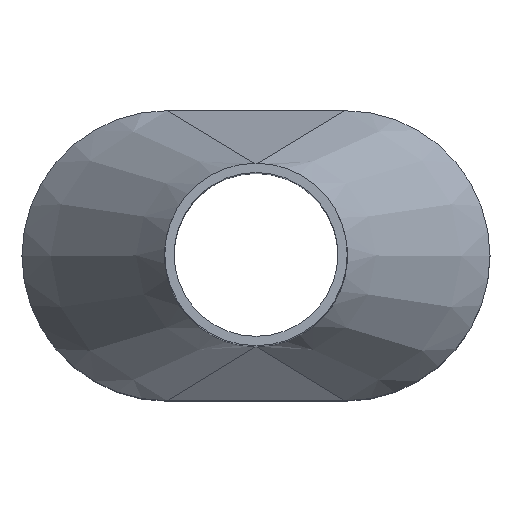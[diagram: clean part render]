
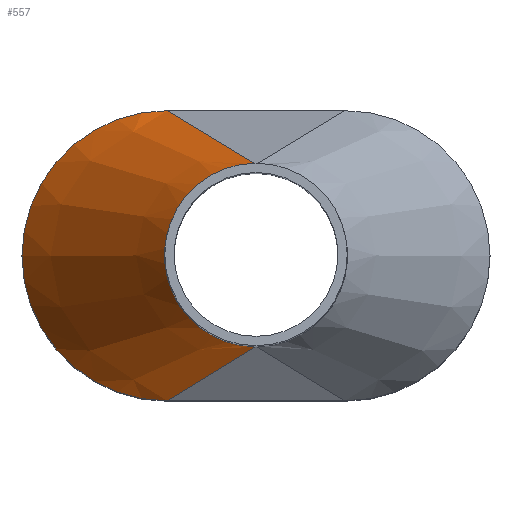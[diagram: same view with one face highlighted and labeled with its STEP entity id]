
A CAD part, top view. The second image highlights one B-rep face of the part: STEP entity #557.
In plain terms, the highlighted free-form (B-spline) face has degree [5, 5] with [6, 9] control points.
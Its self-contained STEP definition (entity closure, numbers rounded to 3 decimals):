
#359=AXIS2_PLACEMENT_3D('Circle Axis2P3D',#357,#358,$) ;
#255=CARTESIAN_POINT('Vertex',(3.1,0.,6.)) ;
#286=CARTESIAN_POINT('Vertex',(3.1,6.2,6.)) ;
#357=CARTESIAN_POINT('Axis2P3D Location',(3.1,3.1,6.)) ;
#466=CARTESIAN_POINT('Control Point',(4.995,5.05,10.)) ;
#467=CARTESIAN_POINT('Control Point',(4.382,5.05,10.)) ;
#468=CARTESIAN_POINT('Control Point',(3.769,4.81,10.)) ;
#469=CARTESIAN_POINT('Control Point',(3.285,4.325,10.)) ;
#470=CARTESIAN_POINT('Control Point',(2.805,3.1,10.)) ;
#471=CARTESIAN_POINT('Control Point',(3.285,1.875,10.)) ;
#472=CARTESIAN_POINT('Control Point',(3.769,1.39,10.)) ;
#473=CARTESIAN_POINT('Control Point',(4.382,1.15,10.)) ;
#474=CARTESIAN_POINT('Control Point',(4.995,1.15,10.)) ;
#475=CARTESIAN_POINT('Control Point',(4.616,5.28,9.2)) ;
#476=CARTESIAN_POINT('Control Point',(3.931,5.28,9.2)) ;
#477=CARTESIAN_POINT('Control Point',(3.246,5.012,9.2)) ;
#478=CARTESIAN_POINT('Control Point',(2.704,4.47,9.2)) ;
#479=CARTESIAN_POINT('Control Point',(2.168,3.1,9.2)) ;
#480=CARTESIAN_POINT('Control Point',(2.704,1.73,9.2)) ;
#481=CARTESIAN_POINT('Control Point',(3.246,1.188,9.2)) ;
#482=CARTESIAN_POINT('Control Point',(3.931,0.92,9.2)) ;
#483=CARTESIAN_POINT('Control Point',(4.616,0.92,9.2)) ;
#484=CARTESIAN_POINT('Control Point',(4.237,5.51,8.4)) ;
#485=CARTESIAN_POINT('Control Point',(3.48,5.51,8.4)) ;
#486=CARTESIAN_POINT('Control Point',(2.722,5.214,8.4)) ;
#487=CARTESIAN_POINT('Control Point',(2.123,4.614,8.4)) ;
#488=CARTESIAN_POINT('Control Point',(1.531,3.1,8.4)) ;
#489=CARTESIAN_POINT('Control Point',(2.123,1.586,8.4)) ;
#490=CARTESIAN_POINT('Control Point',(2.722,0.986,8.4)) ;
#491=CARTESIAN_POINT('Control Point',(3.48,0.69,8.4)) ;
#492=CARTESIAN_POINT('Control Point',(4.237,0.69,8.4)) ;
#493=CARTESIAN_POINT('Control Point',(3.858,5.74,7.6)) ;
#494=CARTESIAN_POINT('Control Point',(3.029,5.74,7.6)) ;
#495=CARTESIAN_POINT('Control Point',(2.198,5.415,7.6)) ;
#496=CARTESIAN_POINT('Control Point',(1.543,4.759,7.6)) ;
#497=CARTESIAN_POINT('Control Point',(0.893,3.1,7.6)) ;
#498=CARTESIAN_POINT('Control Point',(1.543,1.441,7.6)) ;
#499=CARTESIAN_POINT('Control Point',(2.198,0.785,7.6)) ;
#500=CARTESIAN_POINT('Control Point',(3.029,0.46,7.6)) ;
#501=CARTESIAN_POINT('Control Point',(3.858,0.46,7.6)) ;
#502=CARTESIAN_POINT('Control Point',(3.479,5.97,6.8)) ;
#503=CARTESIAN_POINT('Control Point',(2.577,5.97,6.8)) ;
#504=CARTESIAN_POINT('Control Point',(1.675,5.617,6.8)) ;
#505=CARTESIAN_POINT('Control Point',(0.962,4.903,6.8)) ;
#506=CARTESIAN_POINT('Control Point',(0.256,3.1,6.8)) ;
#507=CARTESIAN_POINT('Control Point',(0.962,1.297,6.8)) ;
#508=CARTESIAN_POINT('Control Point',(1.675,0.583,6.8)) ;
#509=CARTESIAN_POINT('Control Point',(2.577,0.23,6.8)) ;
#510=CARTESIAN_POINT('Control Point',(3.479,0.23,6.8)) ;
#511=CARTESIAN_POINT('Control Point',(3.1,6.2,6.)) ;
#512=CARTESIAN_POINT('Control Point',(2.126,6.2,6.)) ;
#513=CARTESIAN_POINT('Control Point',(1.151,5.819,6.)) ;
#514=CARTESIAN_POINT('Control Point',(0.381,5.048,6.)) ;
#515=CARTESIAN_POINT('Control Point',(-0.381,3.1,6.)) ;
#516=CARTESIAN_POINT('Control Point',(0.381,1.152,6.)) ;
#517=CARTESIAN_POINT('Control Point',(1.151,0.381,6.)) ;
#518=CARTESIAN_POINT('Control Point',(2.126,0.,6.)) ;
#519=CARTESIAN_POINT('Control Point',(3.1,0.,6.)) ;
#521=CARTESIAN_POINT('Control Point',(4.995,1.15,10.)) ;
#522=CARTESIAN_POINT('Control Point',(4.616,0.92,9.2)) ;
#523=CARTESIAN_POINT('Control Point',(4.237,0.69,8.4)) ;
#524=CARTESIAN_POINT('Control Point',(3.858,0.46,7.6)) ;
#525=CARTESIAN_POINT('Control Point',(3.479,0.23,6.8)) ;
#526=CARTESIAN_POINT('Control Point',(3.1,0.,6.)) ;
#527=CARTESIAN_POINT('Vertex',(4.995,1.15,10.)) ;
#531=CARTESIAN_POINT('Control Point',(4.995,5.05,10.)) ;
#532=CARTESIAN_POINT('Control Point',(4.382,5.05,10.)) ;
#533=CARTESIAN_POINT('Control Point',(3.769,4.81,10.)) ;
#534=CARTESIAN_POINT('Control Point',(3.285,4.325,10.)) ;
#535=CARTESIAN_POINT('Control Point',(2.805,3.1,10.)) ;
#536=CARTESIAN_POINT('Control Point',(3.285,1.875,10.)) ;
#537=CARTESIAN_POINT('Control Point',(3.769,1.39,10.)) ;
#538=CARTESIAN_POINT('Control Point',(4.382,1.15,10.)) ;
#539=CARTESIAN_POINT('Control Point',(4.995,1.15,10.)) ;
#540=CARTESIAN_POINT('Vertex',(4.995,5.05,10.)) ;
#544=CARTESIAN_POINT('Control Point',(4.995,5.05,10.)) ;
#545=CARTESIAN_POINT('Control Point',(4.616,5.28,9.2)) ;
#546=CARTESIAN_POINT('Control Point',(4.237,5.51,8.4)) ;
#547=CARTESIAN_POINT('Control Point',(3.858,5.74,7.6)) ;
#548=CARTESIAN_POINT('Control Point',(3.479,5.97,6.8)) ;
#549=CARTESIAN_POINT('Control Point',(3.1,6.2,6.)) ;
#358=DIRECTION('Axis2P3D Direction',(0.,-0.,1.)) ;
#552=ORIENTED_EDGE('',*,*,#361,.T.) ;
#553=ORIENTED_EDGE('',*,*,#529,.F.) ;
#554=ORIENTED_EDGE('',*,*,#542,.F.) ;
#555=ORIENTED_EDGE('',*,*,#550,.T.) ;
#557=ADVANCED_FACE('S3D-Kragen',(#556),#465,.T.) ;
#520=B_SPLINE_CURVE_WITH_KNOTS('',5,(#521,#522,#523,#524,#525,#526),.UNSPECIFIED.,.F.,.U.,(6,6),(0.,4.789),.UNSPECIFIED.) ;
#530=B_SPLINE_CURVE_WITH_KNOTS('',5,(#531,#532,#533,#534,#535,#536,#537,#538,#539),.UNSPECIFIED.,.F.,.U.,(6,3,6),(0.,3.063,6.126),.UNSPECIFIED.) ;
#543=B_SPLINE_CURVE_WITH_KNOTS('',5,(#544,#545,#546,#547,#548,#549),.UNSPECIFIED.,.F.,.U.,(6,6),(0.,4.789),.UNSPECIFIED.) ;
#465=B_SPLINE_SURFACE_WITH_KNOTS('',5,5,((#466,#467,#468,#469,#470,#471,#472,#473,#474),(#475,#476,#477,#478,#479,#480,#481,#482,#483),(#484,#485,#486,#487,#488,#489,#490,#491,#492),(#493,#494,#495,#496,#497,#498,#499,#500,#501),(#502,#503,#504,#505,#506,#507,#508,#509,#510),(#511,#512,#513,#514,#515,#516,#517,#518,#519)),.UNSPECIFIED.,.F.,.F.,.U.,(6,6),(6,3,6),(0.,4.789),(0.,3.063,6.126),.UNSPECIFIED.) ;
#360=CIRCLE('generated circle',#359,3.1) ;
#361=EDGE_CURVE('',#287,#256,#360,.T.) ;
#529=EDGE_CURVE('',#528,#256,#520,.T.) ;
#542=EDGE_CURVE('',#541,#528,#530,.T.) ;
#550=EDGE_CURVE('',#541,#287,#543,.T.) ;
#551=EDGE_LOOP('',(#552,#553,#554,#555)) ;
#556=FACE_OUTER_BOUND('',#551,.T.) ;
#256=VERTEX_POINT('',#255) ;
#287=VERTEX_POINT('',#286) ;
#528=VERTEX_POINT('',#527) ;
#541=VERTEX_POINT('',#540) ;
